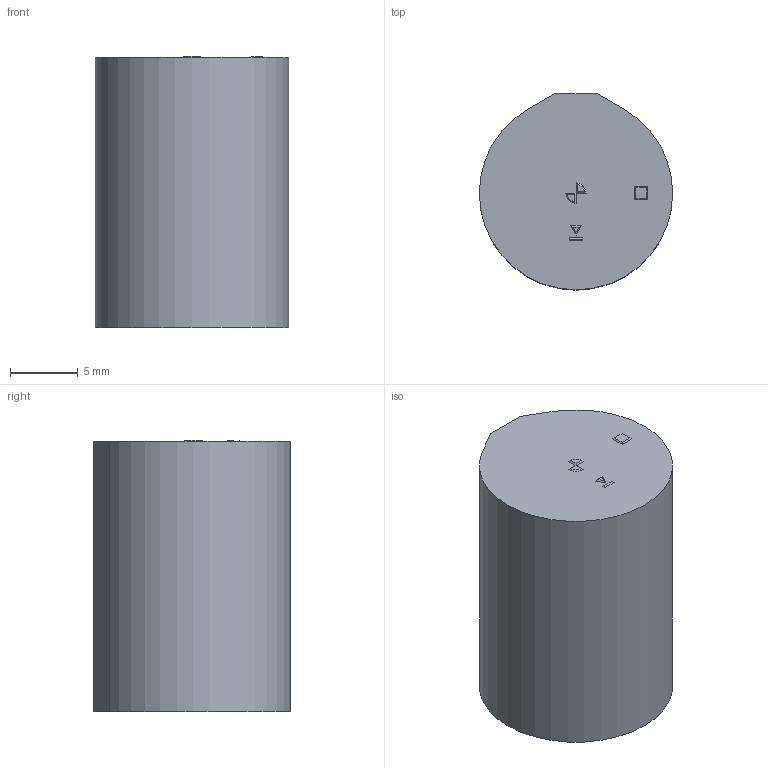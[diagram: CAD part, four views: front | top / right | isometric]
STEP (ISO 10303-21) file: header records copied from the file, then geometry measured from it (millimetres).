
FILE_DESCRIPTION(/* description */ (''),/* implementation_level */ '2;1');
FILE_NAME(/* name */ 'M Hor 20 Mark.step',/* time_stamp */ '2024-05-02T16:39:03-04:00',/* author */ (''),/* organization */ (''),/* preprocessor_version */ 'ST-DEVELOPER v20',/* originating_system */ 'Autodesk Translation Framework v12.20.1.177',/* authorisation */ '');
FILE_SCHEMA (('AUTOMOTIVE_DESIGN { 1 0 10303 214 3 1 1 }'));
Length unit declared in the file: millimetre
Products named in the file (1): M Hor 20 Mark
Bounding box: 14.3 x 14.5 x 20.1 mm (x, y, z)
Volume: 3238.8 mm3; surface area: 1228.5 mm2
Topology: 1 solids, 1 shells, 27 faces, 60 edges, 39 vertices
Faces by surface type: plane 24, cone 2, cylinder 1
Entity records: 772 total; most frequent: CARTESIAN_POINT 135, ORIENTED_EDGE 120, DIRECTION 118, EDGE_CURVE 60, LINE 50, VECTOR 50, VERTEX_POINT 39, AXIS2_PLACEMENT_3D 34
